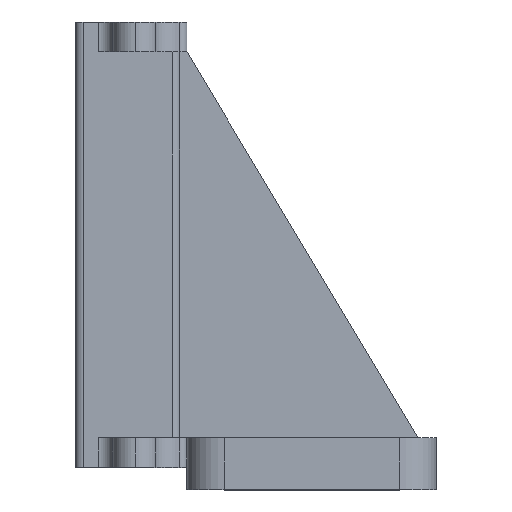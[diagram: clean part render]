
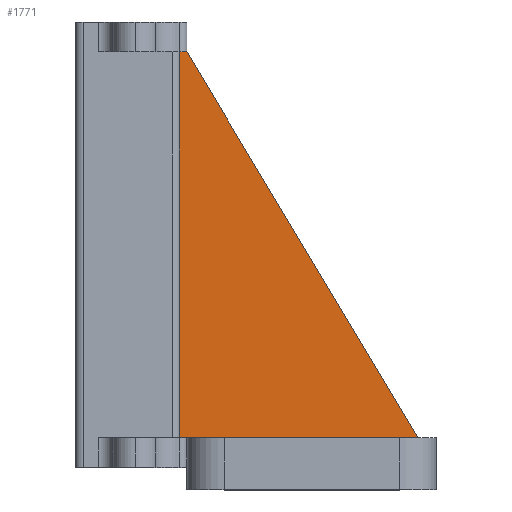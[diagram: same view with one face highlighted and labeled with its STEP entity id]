
A CAD part, top view. The second image highlights one B-rep face of the part: STEP entity #1771.
In plain terms, the highlighted planar face has unit normal (0, 0, 1).
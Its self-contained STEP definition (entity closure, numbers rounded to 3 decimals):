
#14 = DIRECTION ( 'NONE',  ( 1., 0., 0. ) ) ;
#17 = CARTESIAN_POINT ( 'NONE',  ( -89., 295., 7.5 ) ) ;
#68 = LINE ( 'NONE', #2651, #2427 ) ;
#117 = VERTEX_POINT ( 'NONE', #613 ) ;
#241 = CARTESIAN_POINT ( 'NONE',  ( -84., 295., 7.5 ) ) ;
#424 = AXIS2_PLACEMENT_3D ( 'NONE', #2034, #1126, #483 ) ;
#483 = DIRECTION ( 'NONE',  ( 1., 0., 0. ) ) ;
#569 = ORIENTED_EDGE ( 'NONE', *, *, #1525, .T. ) ;
#613 = CARTESIAN_POINT ( 'NONE',  ( -89., 35., 7.5 ) ) ;
#738 = VECTOR ( 'NONE', #1581, 1000. ) ;
#1063 = VERTEX_POINT ( 'NONE', #1348 ) ;
#1073 = ORIENTED_EDGE ( 'NONE', *, *, #2873, .T. ) ;
#1126 = DIRECTION ( 'NONE',  ( 0., 0., 1. ) ) ;
#1220 = ORIENTED_EDGE ( 'NONE', *, *, #1825, .T. ) ;
#1233 = LINE ( 'NONE', #17, #738 ) ;
#1249 = EDGE_CURVE ( 'NONE', #1063, #2290, #1902, .T. ) ;
#1347 = DIRECTION ( 'NONE',  ( -0.513, 0.858, 0. ) ) ;
#1348 = CARTESIAN_POINT ( 'NONE',  ( -84., 295., 7.5 ) ) ;
#1353 = CARTESIAN_POINT ( 'NONE',  ( -89., 295., 7.5 ) ) ;
#1461 = LINE ( 'NONE', #2180, #2561 ) ;
#1525 = EDGE_CURVE ( 'NONE', #2378, #1063, #68, .T. ) ;
#1581 = DIRECTION ( 'NONE',  ( 0., -1., 0. ) ) ;
#1771 = ADVANCED_FACE ( 'NONE', ( #2172 ), #2009, .T. ) ;
#1825 = EDGE_CURVE ( 'NONE', #2290, #117, #1233, .T. ) ;
#1875 = CARTESIAN_POINT ( 'NONE',  ( 71.5, 35., 7.5 ) ) ;
#1902 = LINE ( 'NONE', #241, #2485 ) ;
#2009 = PLANE ( 'NONE',  #424 ) ;
#2034 = CARTESIAN_POINT ( 'NONE',  ( 0., 0., 7.5 ) ) ;
#2172 = FACE_OUTER_BOUND ( 'NONE', #2213, .T. ) ;
#2180 = CARTESIAN_POINT ( 'NONE',  ( -89.248, 35., 7.5 ) ) ;
#2213 = EDGE_LOOP ( 'NONE', ( #2572, #1220, #1073, #569 ) ) ;
#2215 = DIRECTION ( 'NONE',  ( -1., 0., 0. ) ) ;
#2290 = VERTEX_POINT ( 'NONE', #1353 ) ;
#2378 = VERTEX_POINT ( 'NONE', #1875 ) ;
#2427 = VECTOR ( 'NONE', #1347, 1000. ) ;
#2485 = VECTOR ( 'NONE', #2215, 1000. ) ;
#2561 = VECTOR ( 'NONE', #14, 1000. ) ;
#2572 = ORIENTED_EDGE ( 'NONE', *, *, #1249, .T. ) ;
#2651 = CARTESIAN_POINT ( 'NONE',  ( -84., 295., 7.5 ) ) ;
#2873 = EDGE_CURVE ( 'NONE', #117, #2378, #1461, .T. ) ;
